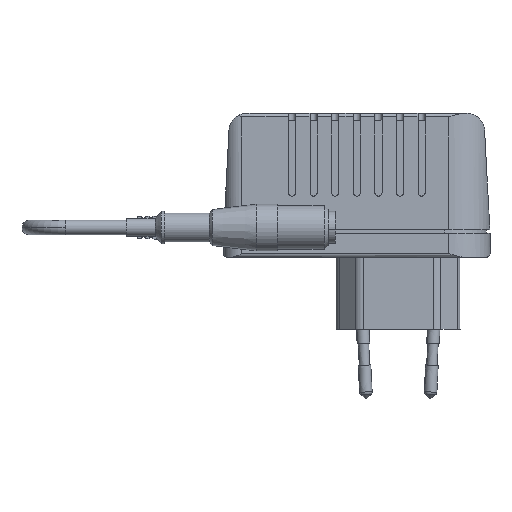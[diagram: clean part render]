
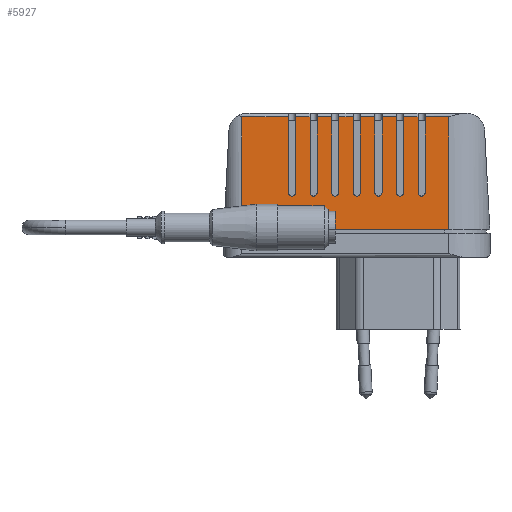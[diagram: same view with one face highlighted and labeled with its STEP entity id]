
A CAD part, front view. The second image highlights one B-rep face of the part: STEP entity #5927.
In plain terms, the highlighted planar face has unit normal (0, -1, 0).
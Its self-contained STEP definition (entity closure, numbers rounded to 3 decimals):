
#236=PLANE('',#6442);
#749=VECTOR('',#7515,1.);
#754=VECTOR('',#7526,1.);
#759=VECTOR('',#7537,1.);
#764=VECTOR('',#7548,1.);
#769=VECTOR('',#7559,1.);
#774=VECTOR('',#7570,1.);
#779=VECTOR('',#7581,1.);
#782=VECTOR('',#7590,1.);
#785=VECTOR('',#7596,1.);
#788=VECTOR('',#7602,1.);
#791=VECTOR('',#7608,1.);
#794=VECTOR('',#7614,1.);
#797=VECTOR('',#7620,1.);
#800=VECTOR('',#7626,1.);
#821=VECTOR('',#7684,1.);
#822=VECTOR('',#7687,1.);
#823=VECTOR('',#7690,1.);
#824=VECTOR('',#7693,1.);
#825=VECTOR('',#7696,1.);
#826=VECTOR('',#7699,1.);
#827=VECTOR('',#7702,1.);
#828=VECTOR('',#7705,1.);
#848=VECTOR('',#7814,1.);
#852=VECTOR('',#7831,1.);
#856=VECTOR('',#7841,1.);
#1364=LINE('',#9256,#749);
#1369=LINE('',#9270,#754);
#1374=LINE('',#9284,#759);
#1379=LINE('',#9298,#764);
#1384=LINE('',#9312,#769);
#1389=LINE('',#9326,#774);
#1394=LINE('',#9340,#779);
#1397=LINE('',#9350,#782);
#1400=LINE('',#9358,#785);
#1403=LINE('',#9366,#788);
#1406=LINE('',#9374,#791);
#1409=LINE('',#9382,#794);
#1412=LINE('',#9390,#797);
#1415=LINE('',#9398,#800);
#1436=LINE('',#9447,#821);
#1437=LINE('',#9466,#822);
#1438=LINE('',#9468,#823);
#1439=LINE('',#9470,#824);
#1440=LINE('',#9472,#825);
#1441=LINE('',#9474,#826);
#1442=LINE('',#9476,#827);
#1443=LINE('',#9496,#828);
#1463=LINE('',#9596,#848);
#1467=LINE('',#9642,#852);
#1471=LINE('',#9700,#856);
#2048=VERTEX_POINT('',#9255);
#2049=VERTEX_POINT('',#9257);
#2053=VERTEX_POINT('',#9269);
#2054=VERTEX_POINT('',#9271);
#2058=VERTEX_POINT('',#9283);
#2059=VERTEX_POINT('',#9285);
#2063=VERTEX_POINT('',#9297);
#2064=VERTEX_POINT('',#9299);
#2068=VERTEX_POINT('',#9311);
#2069=VERTEX_POINT('',#9313);
#2073=VERTEX_POINT('',#9325);
#2074=VERTEX_POINT('',#9327);
#2078=VERTEX_POINT('',#9339);
#2079=VERTEX_POINT('',#9341);
#2082=VERTEX_POINT('',#9351);
#2083=VERTEX_POINT('',#9352);
#2085=VERTEX_POINT('',#9359);
#2086=VERTEX_POINT('',#9360);
#2088=VERTEX_POINT('',#9367);
#2089=VERTEX_POINT('',#9368);
#2091=VERTEX_POINT('',#9375);
#2092=VERTEX_POINT('',#9376);
#2094=VERTEX_POINT('',#9383);
#2095=VERTEX_POINT('',#9384);
#2097=VERTEX_POINT('',#9391);
#2098=VERTEX_POINT('',#9392);
#2100=VERTEX_POINT('',#9399);
#2101=VERTEX_POINT('',#9400);
#2109=VERTEX_POINT('',#9448);
#2111=VERTEX_POINT('',#9495);
#2125=VERTEX_POINT('',#9595);
#2126=VERTEX_POINT('',#9597);
#2323=CIRCLE('',#6358,1.);
#2324=CIRCLE('',#6360,1.);
#2325=CIRCLE('',#6362,1.);
#2326=CIRCLE('',#6364,1.);
#2327=CIRCLE('',#6366,1.);
#2328=CIRCLE('',#6368,1.);
#2329=CIRCLE('',#6370,1.);
#2983=EDGE_CURVE('',#2049,#2048,#1364,.F.);
#2990=EDGE_CURVE('',#2054,#2053,#1369,.F.);
#2997=EDGE_CURVE('',#2059,#2058,#1374,.F.);
#3004=EDGE_CURVE('',#2064,#2063,#1379,.F.);
#3011=EDGE_CURVE('',#2069,#2068,#1384,.F.);
#3018=EDGE_CURVE('',#2074,#2073,#1389,.F.);
#3025=EDGE_CURVE('',#2079,#2078,#1394,.F.);
#3030=EDGE_CURVE('',#2082,#2083,#1397,.F.);
#3034=EDGE_CURVE('',#2085,#2086,#1400,.F.);
#3038=EDGE_CURVE('',#2088,#2089,#1403,.F.);
#3042=EDGE_CURVE('',#2091,#2092,#1406,.F.);
#3046=EDGE_CURVE('',#2094,#2095,#1409,.F.);
#3050=EDGE_CURVE('',#2097,#2098,#1412,.F.);
#3054=EDGE_CURVE('',#2100,#2101,#1415,.F.);
#3058=EDGE_CURVE('',#2078,#2082,#2323,.F.);
#3059=EDGE_CURVE('',#2073,#2085,#2324,.F.);
#3060=EDGE_CURVE('',#2068,#2088,#2325,.F.);
#3061=EDGE_CURVE('',#2063,#2091,#2326,.F.);
#3062=EDGE_CURVE('',#2058,#2094,#2327,.F.);
#3063=EDGE_CURVE('',#2053,#2097,#2328,.F.);
#3064=EDGE_CURVE('',#2048,#2100,#2329,.F.);
#3085=EDGE_CURVE('',#2109,#2049,#1436,.T.);
#3087=EDGE_CURVE('',#2101,#2054,#1437,.T.);
#3088=EDGE_CURVE('',#2098,#2059,#1438,.T.);
#3089=EDGE_CURVE('',#2095,#2064,#1439,.T.);
#3090=EDGE_CURVE('',#2092,#2069,#1440,.T.);
#3091=EDGE_CURVE('',#2089,#2074,#1441,.T.);
#3092=EDGE_CURVE('',#2086,#2079,#1442,.T.);
#3095=EDGE_CURVE('',#2083,#2111,#1443,.T.);
#3138=EDGE_CURVE('',#2126,#2125,#1463,.F.);
#3148=EDGE_CURVE('',#2126,#2111,#1467,.T.);
#3156=EDGE_CURVE('',#2125,#2109,#1471,.T.);
#4643=ORIENTED_EDGE('',*,*,#3030,.T.);
#4644=ORIENTED_EDGE('',*,*,#3095,.T.);
#4645=ORIENTED_EDGE('',*,*,#3148,.F.);
#4646=ORIENTED_EDGE('',*,*,#3138,.T.);
#4647=ORIENTED_EDGE('',*,*,#3156,.T.);
#4648=ORIENTED_EDGE('',*,*,#3085,.T.);
#4649=ORIENTED_EDGE('',*,*,#2983,.T.);
#4650=ORIENTED_EDGE('',*,*,#3064,.T.);
#4651=ORIENTED_EDGE('',*,*,#3054,.T.);
#4652=ORIENTED_EDGE('',*,*,#3087,.T.);
#4653=ORIENTED_EDGE('',*,*,#2990,.T.);
#4654=ORIENTED_EDGE('',*,*,#3063,.T.);
#4655=ORIENTED_EDGE('',*,*,#3050,.T.);
#4656=ORIENTED_EDGE('',*,*,#3088,.T.);
#4657=ORIENTED_EDGE('',*,*,#2997,.T.);
#4658=ORIENTED_EDGE('',*,*,#3062,.T.);
#4659=ORIENTED_EDGE('',*,*,#3046,.T.);
#4660=ORIENTED_EDGE('',*,*,#3089,.T.);
#4661=ORIENTED_EDGE('',*,*,#3004,.T.);
#4662=ORIENTED_EDGE('',*,*,#3061,.T.);
#4663=ORIENTED_EDGE('',*,*,#3042,.T.);
#4664=ORIENTED_EDGE('',*,*,#3090,.T.);
#4665=ORIENTED_EDGE('',*,*,#3011,.T.);
#4666=ORIENTED_EDGE('',*,*,#3060,.T.);
#4667=ORIENTED_EDGE('',*,*,#3038,.T.);
#4668=ORIENTED_EDGE('',*,*,#3091,.T.);
#4669=ORIENTED_EDGE('',*,*,#3018,.T.);
#4670=ORIENTED_EDGE('',*,*,#3059,.T.);
#4671=ORIENTED_EDGE('',*,*,#3034,.T.);
#4672=ORIENTED_EDGE('',*,*,#3092,.T.);
#4673=ORIENTED_EDGE('',*,*,#3025,.T.);
#4674=ORIENTED_EDGE('',*,*,#3058,.T.);
#5234=EDGE_LOOP('',(#4643,#4644,#4645,#4646,#4647,#4648,#4649,#4650,#4651,
#4652,#4653,#4654,#4655,#4656,#4657,#4658,#4659,#4660,#4661,#4662,#4663,
#4664,#4665,#4666,#4667,#4668,#4669,#4670,#4671,#4672,#4673,#4674));
#5593=FACE_BOUND('',#5234,.T.);
#5927=ADVANCED_FACE('',(#5593),#236,.F.);
#6358=AXIS2_PLACEMENT_3D('',#9406,#7633,#7634);
#6360=AXIS2_PLACEMENT_3D('',#9408,#7637,#7638);
#6362=AXIS2_PLACEMENT_3D('',#9410,#7641,#7642);
#6364=AXIS2_PLACEMENT_3D('',#9412,#7645,#7646);
#6366=AXIS2_PLACEMENT_3D('',#9414,#7649,#7650);
#6368=AXIS2_PLACEMENT_3D('',#9416,#7653,#7654);
#6370=AXIS2_PLACEMENT_3D('',#9418,#7657,#7658);
#6442=AXIS2_PLACEMENT_3D('',#9699,#7840,$);
#7515=DIRECTION('',(0.,0.,1.));
#7526=DIRECTION('',(0.,0.,1.));
#7537=DIRECTION('',(0.,0.,1.));
#7548=DIRECTION('',(0.,0.,1.));
#7559=DIRECTION('',(0.,0.,1.));
#7570=DIRECTION('',(0.,0.,1.));
#7581=DIRECTION('',(0.,0.,1.));
#7590=DIRECTION('',(0.,0.,-1.));
#7596=DIRECTION('',(0.,0.,-1.));
#7602=DIRECTION('',(0.,0.,-1.));
#7608=DIRECTION('',(0.,0.,-1.));
#7614=DIRECTION('',(0.,0.,-1.));
#7620=DIRECTION('',(0.,0.,-1.));
#7626=DIRECTION('',(0.,0.,-1.));
#7633=DIRECTION('',(0.,-1.,0.));
#7634=DIRECTION('',(1.,0.,0.));
#7637=DIRECTION('',(0.,-1.,0.));
#7638=DIRECTION('',(1.,0.,0.));
#7641=DIRECTION('',(0.,-1.,0.));
#7642=DIRECTION('',(1.,0.,0.));
#7645=DIRECTION('',(0.,-1.,0.));
#7646=DIRECTION('',(1.,0.,0.));
#7649=DIRECTION('',(0.,-1.,0.));
#7650=DIRECTION('',(1.,0.,0.));
#7653=DIRECTION('',(0.,-1.,0.));
#7654=DIRECTION('',(1.,0.,0.));
#7657=DIRECTION('',(0.,-1.,0.));
#7658=DIRECTION('',(1.,0.,0.));
#7684=DIRECTION('',(-1.,0.,0.));
#7687=DIRECTION('',(-1.,0.,0.));
#7690=DIRECTION('',(-1.,0.,0.));
#7693=DIRECTION('',(-1.,0.,0.));
#7696=DIRECTION('',(-1.,0.,0.));
#7699=DIRECTION('',(-1.,0.,0.));
#7702=DIRECTION('',(-1.,0.,0.));
#7705=DIRECTION('',(-1.,0.,0.));
#7814=DIRECTION('',(-1.,0.,0.));
#7831=DIRECTION('',(0.,0.,1.));
#7840=DIRECTION('',(0.,1.,0.));
#7841=DIRECTION('',(0.,0.,1.));
#9255=CARTESIAN_POINT('',(56.,-14.5,18.));
#9256=CARTESIAN_POINT('',(56.,-14.5,9.));
#9257=CARTESIAN_POINT('',(56.,-14.5,39.));
#9269=CARTESIAN_POINT('',(50.,-14.5,18.));
#9270=CARTESIAN_POINT('',(50.,-14.5,9.));
#9271=CARTESIAN_POINT('',(50.,-14.5,39.));
#9283=CARTESIAN_POINT('',(44.,-14.5,18.));
#9284=CARTESIAN_POINT('',(44.,-14.5,9.));
#9285=CARTESIAN_POINT('',(44.,-14.5,39.));
#9297=CARTESIAN_POINT('',(38.,-14.5,18.));
#9298=CARTESIAN_POINT('',(38.,-14.5,9.));
#9299=CARTESIAN_POINT('',(38.,-14.5,39.));
#9311=CARTESIAN_POINT('',(32.,-14.5,18.));
#9312=CARTESIAN_POINT('',(32.,-14.5,9.));
#9313=CARTESIAN_POINT('',(32.,-14.5,39.));
#9325=CARTESIAN_POINT('',(26.,-14.5,18.));
#9326=CARTESIAN_POINT('',(26.,-14.5,9.));
#9327=CARTESIAN_POINT('',(26.,-14.5,39.));
#9339=CARTESIAN_POINT('',(20.,-14.5,18.));
#9340=CARTESIAN_POINT('',(20.,-14.5,9.));
#9341=CARTESIAN_POINT('',(20.,-14.5,39.));
#9350=CARTESIAN_POINT('',(18.,-14.5,24.));
#9351=CARTESIAN_POINT('',(18.,-14.5,18.));
#9352=CARTESIAN_POINT('',(18.,-14.5,39.));
#9358=CARTESIAN_POINT('',(24.,-14.5,21.5));
#9359=CARTESIAN_POINT('',(24.,-14.5,18.));
#9360=CARTESIAN_POINT('',(24.,-14.5,39.));
#9366=CARTESIAN_POINT('',(30.,-14.5,21.5));
#9367=CARTESIAN_POINT('',(30.,-14.5,18.));
#9368=CARTESIAN_POINT('',(30.,-14.5,39.));
#9374=CARTESIAN_POINT('',(36.,-14.5,21.5));
#9375=CARTESIAN_POINT('',(36.,-14.5,18.));
#9376=CARTESIAN_POINT('',(36.,-14.5,39.));
#9382=CARTESIAN_POINT('',(42.,-14.5,21.5));
#9383=CARTESIAN_POINT('',(42.,-14.5,18.));
#9384=CARTESIAN_POINT('',(42.,-14.5,39.));
#9390=CARTESIAN_POINT('',(48.,-14.5,21.5));
#9391=CARTESIAN_POINT('',(48.,-14.5,18.));
#9392=CARTESIAN_POINT('',(48.,-14.5,39.));
#9398=CARTESIAN_POINT('',(54.,-14.5,21.5));
#9399=CARTESIAN_POINT('',(54.,-14.5,18.));
#9400=CARTESIAN_POINT('',(54.,-14.5,39.));
#9406=CARTESIAN_POINT('',(19.,-14.5,18.));
#9408=CARTESIAN_POINT('',(25.,-14.5,18.));
#9410=CARTESIAN_POINT('',(31.,-14.5,18.));
#9412=CARTESIAN_POINT('',(37.,-14.5,18.));
#9414=CARTESIAN_POINT('',(43.,-14.5,18.));
#9416=CARTESIAN_POINT('',(49.,-14.5,18.));
#9418=CARTESIAN_POINT('',(55.,-14.5,18.));
#9447=CARTESIAN_POINT('',(0.,-14.5,39.));
#9448=CARTESIAN_POINT('',(62.5,-14.5,39.));
#9466=CARTESIAN_POINT('',(0.,-14.5,39.));
#9468=CARTESIAN_POINT('',(0.,-14.5,39.));
#9470=CARTESIAN_POINT('',(0.,-14.5,39.));
#9472=CARTESIAN_POINT('',(0.,-14.5,39.));
#9474=CARTESIAN_POINT('',(0.,-14.5,39.));
#9476=CARTESIAN_POINT('',(0.,-14.5,39.));
#9495=CARTESIAN_POINT('',(5.,-14.5,39.));
#9496=CARTESIAN_POINT('',(0.,-14.5,39.));
#9595=CARTESIAN_POINT('',(62.5,-14.5,7.66));
#9596=CARTESIAN_POINT('',(0.,-14.5,7.66));
#9597=CARTESIAN_POINT('',(5.,-14.5,7.66));
#9642=CARTESIAN_POINT('',(5.,-14.5,6.66));
#9699=CARTESIAN_POINT('',(0.,-14.5,0.));
#9700=CARTESIAN_POINT('',(62.5,-14.5,6.66));
